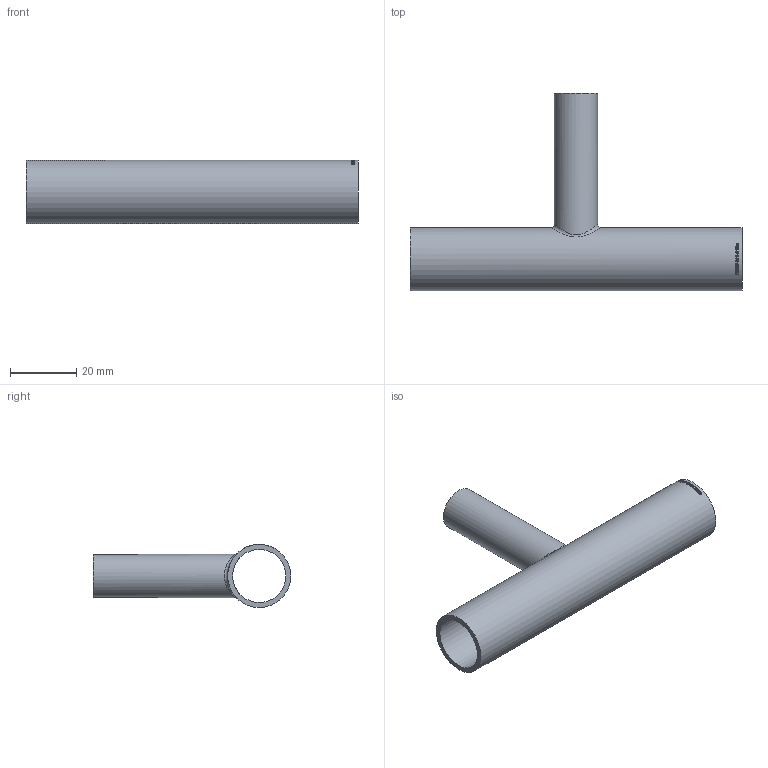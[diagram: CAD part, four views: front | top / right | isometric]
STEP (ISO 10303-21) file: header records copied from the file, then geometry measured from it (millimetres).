
FILE_DESCRIPTION (( 'STEP AP214' ), '1' );
FILE_NAME ('ORRT-019-013-x T-Stück reduziert 2004.STEP', '2020-04-07T07:48:35', ( '' ), ( '' ), 'SwSTEP 2.0', 'SolidWorks 2019', '' );
FILE_SCHEMA (( 'AUTOMOTIVE_DESIGN' ));
Length unit declared in the file: millimetre
Products named in the file (1): ORRT-019-013-x T-Stück reduziert 2004
Bounding box: 100 x 59.5 x 19 mm (x, y, z)
Volume: 10372.4 mm3; surface area: 14027.3 mm2
Topology: 1 solids, 1 shells, 175 faces, 454 edges, 302 vertices
Faces by surface type: bspline 96, plane 55, cylinder 24
Full cylindrical faces by diameter (mm): 10 x1, 13 x1, 16 x1, 19 x1
Entity records: 13328 total; most frequent: CARTESIAN_POINT 8074, ORIENTED_EDGE 896, EDGE_CURVE 448, DIRECTION 374, VERTEX_POINT 302, B_SPLINE_CURVE_WITH_KNOTS 300, EDGE_LOOP 206, FACE_OUTER_BOUND 181
